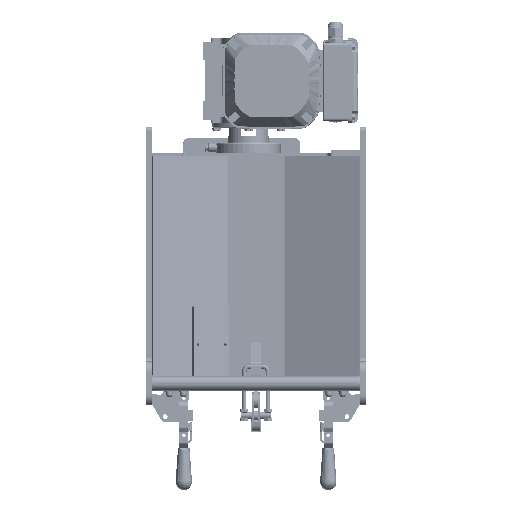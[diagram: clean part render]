
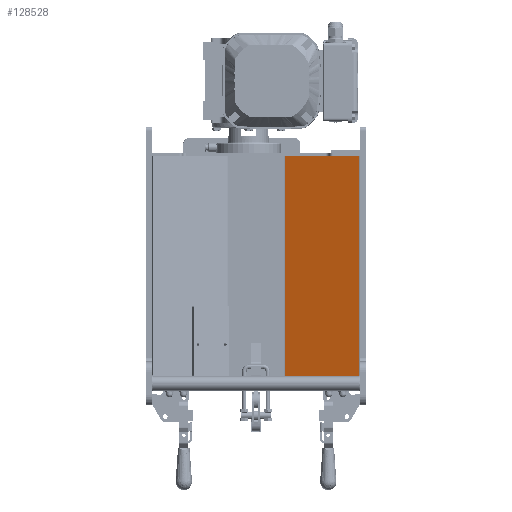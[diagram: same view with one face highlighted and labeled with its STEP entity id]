
A CAD part, left-side view. The second image highlights one B-rep face of the part: STEP entity #128528.
In plain terms, the highlighted planar face has unit normal (-0.932, 0.363, 0).
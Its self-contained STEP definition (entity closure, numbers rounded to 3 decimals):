
#7614=LINE('',#203215,#16983);
#9793=LINE('',#214295,#19162);
#10174=LINE('',#215565,#19543);
#10175=LINE('',#215567,#19544);
#16983=VECTOR('',#159701,10.);
#19162=VECTOR('',#167432,10.);
#19543=VECTOR('',#168795,10.);
#19544=VECTOR('',#168798,10.);
#28934=FACE_OUTER_BOUND('',#36301,.T.);
#36301=EDGE_LOOP('',(#100766,#100767,#100768,#100769));
#51516=VERTEX_POINT('',#203212);
#51517=VERTEX_POINT('',#203214);
#54142=VERTEX_POINT('',#214249);
#54163=VERTEX_POINT('',#214293);
#66126=EDGE_CURVE('',#51517,#51516,#7614,.T.);
#70111=EDGE_CURVE('',#54142,#54163,#9793,.T.);
#70755=EDGE_CURVE('',#54163,#51517,#10174,.T.);
#70756=EDGE_CURVE('',#54142,#51516,#10175,.T.);
#100766=ORIENTED_EDGE('',*,*,#66126,.T.);
#100767=ORIENTED_EDGE('',*,*,#70756,.F.);
#100768=ORIENTED_EDGE('',*,*,#70111,.T.);
#100769=ORIENTED_EDGE('',*,*,#70755,.T.);
#116377=PLANE('',#139871);
#128528=ADVANCED_FACE('',(#28934),#116377,.T.);
#139871=AXIS2_PLACEMENT_3D('',#215566,#168796,#168797);
#159701=DIRECTION('',(-0.363,-0.932,0.));
#167432=DIRECTION('',(0.363,0.932,0.));
#168795=DIRECTION('',(0.,0.,-1.));
#168796=DIRECTION('center_axis',(-0.932,0.363,0.));
#168797=DIRECTION('ref_axis',(0.,0.,
-1.));
#168798=DIRECTION('',(0.,0.,-1.));
#203212=CARTESIAN_POINT('',(-262.795,-140.91,-150.));
#203214=CARTESIAN_POINT('',(-223.205,-39.367,-150.));
#203215=CARTESIAN_POINT('',(-262.795,-140.91,-150.));
#214249=CARTESIAN_POINT('',(-262.795,-140.91,150.));
#214293=CARTESIAN_POINT('',(-223.205,-39.367,150.));
#214295=CARTESIAN_POINT('',(-262.795,-140.91,150.));
#215565=CARTESIAN_POINT('',(-223.205,-39.367,150.));
#215566=CARTESIAN_POINT('Origin',(-223.205,-39.367,150.));
#215567=CARTESIAN_POINT('',(-262.795,-140.91,150.));
